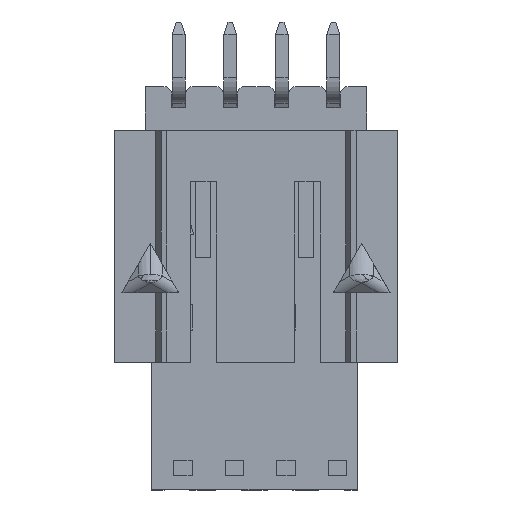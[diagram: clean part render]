
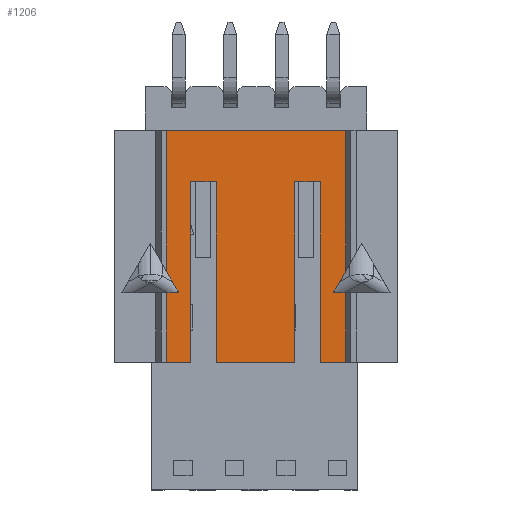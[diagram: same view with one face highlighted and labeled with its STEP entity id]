
A CAD part, top view. The second image highlights one B-rep face of the part: STEP entity #1206.
In plain terms, the highlighted face is planar.
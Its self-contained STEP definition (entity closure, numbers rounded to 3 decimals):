
#45 = DIRECTION ( 'NONE',  ( 0., 0., 1. ) ) ;
#56 = CARTESIAN_POINT ( 'NONE',  ( 4.42, -2.54, 5.715 ) ) ;
#141 = EDGE_CURVE ( 'NONE', #255, #3063, #9772, .T. ) ;
#197 = VECTOR ( 'NONE', #11533, 1000. ) ;
#215 = DIRECTION ( 'NONE',  ( 0.5, 0., 0.866 ) ) ;
#230 = CARTESIAN_POINT ( 'NONE',  ( -1.905, -2.54, 5.715 ) ) ;
#248 = CARTESIAN_POINT ( 'NONE',  ( -4.42, -2.54, 5.715 ) ) ;
#255 = VERTEX_POINT ( 'NONE', #13129 ) ;
#257 = ORIENTED_EDGE ( 'NONE', *, *, #4023, .T. ) ;
#293 = CARTESIAN_POINT ( 'NONE',  ( -6.35, -2.54, 5.715 ) ) ;
#460 = VECTOR ( 'NONE', #45, 1000. ) ;
#556 = VECTOR ( 'NONE', #5734, 1000. ) ;
#615 = LINE ( 'NONE', #3657, #13288 ) ;
#654 = CARTESIAN_POINT ( 'NONE',  ( -3.81, -2.54, 2.28 ) ) ;
#754 = LINE ( 'NONE', #6299, #15459 ) ;
#774 = CARTESIAN_POINT ( 'NONE',  ( -6.35, -2.54, -3.175 ) ) ;
#803 = VERTEX_POINT ( 'NONE', #12420 ) ;
#804 = DIRECTION ( 'NONE',  ( -1., 0., 0. ) ) ;
#809 = ORIENTED_EDGE ( 'NONE', *, *, #4775, .T. ) ;
#1002 = ORIENTED_EDGE ( 'NONE', *, *, #16113, .T. ) ;
#1059 = DIRECTION ( 'NONE',  ( -1., 0., 0. ) ) ;
#1126 = CARTESIAN_POINT ( 'NONE',  ( -1.905, -2.54, -3.175 ) ) ;
#1206 = ADVANCED_FACE ( 'NONE', ( #1610 ), #10584, .T. ) ;
#1347 = ORIENTED_EDGE ( 'NONE', *, *, #141, .T. ) ;
#1571 = CARTESIAN_POINT ( 'NONE',  ( 4.42, -2.54, 5.715 ) ) ;
#1581 = LINE ( 'NONE', #1757, #4867 ) ;
#1610 = FACE_OUTER_BOUND ( 'NONE', #11893, .T. ) ;
#1703 = CARTESIAN_POINT ( 'NONE',  ( 1.956, -2.54, 5.715 ) ) ;
#1757 = CARTESIAN_POINT ( 'NONE',  ( -6.35, -2.54, 5.715 ) ) ;
#2303 = VERTEX_POINT ( 'NONE', #3867 ) ;
#2318 = CARTESIAN_POINT ( 'NONE',  ( 4.42, -2.54, -5.715 ) ) ;
#2580 = CARTESIAN_POINT ( 'NONE',  ( -3.175, -2.54, -3.175 ) ) ;
#2640 = CARTESIAN_POINT ( 'NONE',  ( -6.35, -2.54, 5.715 ) ) ;
#2672 = VECTOR ( 'NONE', #3328, 1000. ) ;
#2797 = VECTOR ( 'NONE', #804, 1000. ) ;
#2815 = VECTOR ( 'NONE', #3064, 1000. ) ;
#2842 = CARTESIAN_POINT ( 'NONE',  ( -4.42, -2.54, -5.715 ) ) ;
#2894 = VECTOR ( 'NONE', #4658, 1000. ) ;
#2936 = ORIENTED_EDGE ( 'NONE', *, *, #10577, .T. ) ;
#3063 = VERTEX_POINT ( 'NONE', #2842 ) ;
#3064 = DIRECTION ( 'NONE',  ( 0., 0., 1. ) ) ;
#3086 = VERTEX_POINT ( 'NONE', #10898 ) ;
#3225 = ORIENTED_EDGE ( 'NONE', *, *, #14716, .T. ) ;
#3259 = LINE ( 'NONE', #5413, #6355 ) ;
#3308 = LINE ( 'NONE', #15323, #2672 ) ;
#3324 = CARTESIAN_POINT ( 'NONE',  ( -4.42, -2.54, 5.715 ) ) ;
#3328 = DIRECTION ( 'NONE',  ( -1., 0., 0. ) ) ;
#3460 = VERTEX_POINT ( 'NONE', #4256 ) ;
#3542 = VERTEX_POINT ( 'NONE', #56 ) ;
#3585 = CARTESIAN_POINT ( 'NONE',  ( 6.604, -2.54, 2.28 ) ) ;
#3657 = CARTESIAN_POINT ( 'NONE',  ( -6.35, -2.54, -3.175 ) ) ;
#3686 = ORIENTED_EDGE ( 'NONE', *, *, #8459, .T. ) ;
#3867 = CARTESIAN_POINT ( 'NONE',  ( 3.226, -2.54, 5.715 ) ) ;
#3930 = VECTOR ( 'NONE', #11482, 1000. ) ;
#4023 = EDGE_CURVE ( 'NONE', #9393, #6156, #615, .T. ) ;
#4256 = CARTESIAN_POINT ( 'NONE',  ( -4.42, -2.54, 5.715 ) ) ;
#4277 = CARTESIAN_POINT ( 'NONE',  ( 3.226, -2.54, -3.175 ) ) ;
#4400 = VECTOR ( 'NONE', #12061, 1000. ) ;
#4476 = EDGE_CURVE ( 'NONE', #803, #13781, #16342, .T. ) ;
#4658 = DIRECTION ( 'NONE',  ( 0., 0., -1. ) ) ;
#4775 = EDGE_CURVE ( 'NONE', #7588, #13781, #8684, .T. ) ;
#4867 = VECTOR ( 'NONE', #5681, 1000. ) ;
#4920 = CARTESIAN_POINT ( 'NONE',  ( -3.175, -2.54, 5.715 ) ) ;
#4990 = LINE ( 'NONE', #5316, #460 ) ;
#5156 = CARTESIAN_POINT ( 'NONE',  ( -1.905, -2.54, 5.715 ) ) ;
#5316 = CARTESIAN_POINT ( 'NONE',  ( 1.956, -2.54, 5.715 ) ) ;
#5413 = CARTESIAN_POINT ( 'NONE',  ( -3.175, -2.54, 5.715 ) ) ;
#5681 = DIRECTION ( 'NONE',  ( -1., 0., 0. ) ) ;
#5734 = DIRECTION ( 'NONE',  ( -1., 0., 0. ) ) ;
#6156 = VERTEX_POINT ( 'NONE', #2580 ) ;
#6299 = CARTESIAN_POINT ( 'NONE',  ( 3.226, -2.54, 5.715 ) ) ;
#6355 = VECTOR ( 'NONE', #14935, 1000. ) ;
#6568 = EDGE_CURVE ( 'NONE', #13613, #3460, #16502, .T. ) ;
#6605 = EDGE_CURVE ( 'NONE', #3086, #3542, #8452, .T. ) ;
#6655 = VECTOR ( 'NONE', #7279, 1000. ) ;
#6852 = EDGE_CURVE ( 'NONE', #7588, #3063, #7593, .T. ) ;
#7279 = DIRECTION ( 'NONE',  ( -1., 0., 0. ) ) ;
#7477 = LINE ( 'NONE', #16808, #3930 ) ;
#7577 = VECTOR ( 'NONE', #9472, 1000. ) ;
#7580 = ORIENTED_EDGE ( 'NONE', *, *, #13457, .T. ) ;
#7588 = VERTEX_POINT ( 'NONE', #2318 ) ;
#7593 = LINE ( 'NONE', #15500, #2797 ) ;
#7839 = VECTOR ( 'NONE', #16031, 1000. ) ;
#8213 = CARTESIAN_POINT ( 'NONE',  ( -5.207, -2.54, -0.14 ) ) ;
#8239 = CARTESIAN_POINT ( 'NONE',  ( 4.42, -2.54, 5.715 ) ) ;
#8452 = LINE ( 'NONE', #8239, #2815 ) ;
#8459 = EDGE_CURVE ( 'NONE', #13950, #12612, #11203, .T. ) ;
#8684 = LINE ( 'NONE', #1571, #7839 ) ;
#9310 = ORIENTED_EDGE ( 'NONE', *, *, #9807, .F. ) ;
#9393 = VERTEX_POINT ( 'NONE', #1126 ) ;
#9472 = DIRECTION ( 'NONE',  ( 0., 0., -1. ) ) ;
#9772 = LINE ( 'NONE', #3324, #2894 ) ;
#9786 = DIRECTION ( 'NONE',  ( 0., 0., -1. ) ) ;
#9807 = EDGE_CURVE ( 'NONE', #3086, #803, #15022, .T. ) ;
#10211 = LINE ( 'NONE', #248, #4400 ) ;
#10273 = ORIENTED_EDGE ( 'NONE', *, *, #10759, .F. ) ;
#10537 = CARTESIAN_POINT ( 'NONE',  ( 4.42, -2.54, 1.224 ) ) ;
#10577 = EDGE_CURVE ( 'NONE', #12612, #13455, #4990, .T. ) ;
#10584 = PLANE ( 'NONE',  #16549 ) ;
#10649 = VERTEX_POINT ( 'NONE', #230 ) ;
#10666 = ORIENTED_EDGE ( 'NONE', *, *, #16681, .T. ) ;
#10759 = EDGE_CURVE ( 'NONE', #16276, #16666, #7477, .T. ) ;
#10898 = CARTESIAN_POINT ( 'NONE',  ( 4.42, -2.54, 2.28 ) ) ;
#11015 = ORIENTED_EDGE ( 'NONE', *, *, #6852, .F. ) ;
#11203 = LINE ( 'NONE', #774, #6655 ) ;
#11482 = DIRECTION ( 'NONE',  ( -1., 0., 0. ) ) ;
#11486 = VECTOR ( 'NONE', #1059, 1000. ) ;
#11504 = LINE ( 'NONE', #5156, #7577 ) ;
#11533 = DIRECTION ( 'NONE',  ( 0.5, 0., -0.866 ) ) ;
#11657 = DIRECTION ( 'NONE',  ( -1., 0., 0. ) ) ;
#11765 = CARTESIAN_POINT ( 'NONE',  ( -4.42, -2.54, 2.28 ) ) ;
#11893 = EDGE_LOOP ( 'NONE', ( #809, #16905, #9310, #14679, #16057, #17081, #3686, #2936, #3225, #10666, #257, #1002, #15162, #7580, #10273, #15436, #1347, #11015 ) ) ;
#11980 = DIRECTION ( 'NONE',  ( 0., -1., 0. ) ) ;
#12061 = DIRECTION ( 'NONE',  ( 0., 0., -1. ) ) ;
#12420 = CARTESIAN_POINT ( 'NONE',  ( 3.81, -2.54, 2.28 ) ) ;
#12612 = VERTEX_POINT ( 'NONE', #15782 ) ;
#12724 = EDGE_CURVE ( 'NONE', #255, #16276, #13179, .T. ) ;
#12753 = VECTOR ( 'NONE', #215, 1000. ) ;
#12998 = DIRECTION ( 'NONE',  ( 0., 0., -1. ) ) ;
#13129 = CARTESIAN_POINT ( 'NONE',  ( -4.42, -2.54, 1.224 ) ) ;
#13179 = LINE ( 'NONE', #8213, #12753 ) ;
#13288 = VECTOR ( 'NONE', #11657, 1000. ) ;
#13455 = VERTEX_POINT ( 'NONE', #1703 ) ;
#13457 = EDGE_CURVE ( 'NONE', #3460, #16666, #10211, .T. ) ;
#13613 = VERTEX_POINT ( 'NONE', #4920 ) ;
#13781 = VERTEX_POINT ( 'NONE', #10537 ) ;
#13950 = VERTEX_POINT ( 'NONE', #4277 ) ;
#14679 = ORIENTED_EDGE ( 'NONE', *, *, #6605, .T. ) ;
#14716 = EDGE_CURVE ( 'NONE', #13455, #10649, #3308, .T. ) ;
#14935 = DIRECTION ( 'NONE',  ( 0., 0., 1. ) ) ;
#15022 = LINE ( 'NONE', #3585, #11486 ) ;
#15162 = ORIENTED_EDGE ( 'NONE', *, *, #6568, .T. ) ;
#15323 = CARTESIAN_POINT ( 'NONE',  ( -6.35, -2.54, 5.715 ) ) ;
#15436 = ORIENTED_EDGE ( 'NONE', *, *, #12724, .F. ) ;
#15459 = VECTOR ( 'NONE', #12998, 1000. ) ;
#15500 = CARTESIAN_POINT ( 'NONE',  ( -6.35, -2.54, -5.715 ) ) ;
#15782 = CARTESIAN_POINT ( 'NONE',  ( 1.956, -2.54, -3.175 ) ) ;
#16031 = DIRECTION ( 'NONE',  ( 0., 0., 1. ) ) ;
#16057 = ORIENTED_EDGE ( 'NONE', *, *, #16900, .T. ) ;
#16113 = EDGE_CURVE ( 'NONE', #6156, #13613, #3259, .T. ) ;
#16276 = VERTEX_POINT ( 'NONE', #654 ) ;
#16342 = LINE ( 'NONE', #16910, #197 ) ;
#16502 = LINE ( 'NONE', #293, #556 ) ;
#16549 = AXIS2_PLACEMENT_3D ( 'NONE', #2640, #11980, #9786 ) ;
#16571 = EDGE_CURVE ( 'NONE', #2303, #13950, #754, .T. ) ;
#16666 = VERTEX_POINT ( 'NONE', #11765 ) ;
#16681 = EDGE_CURVE ( 'NONE', #10649, #9393, #11504, .T. ) ;
#16808 = CARTESIAN_POINT ( 'NONE',  ( -3.81, -2.54, 2.28 ) ) ;
#16900 = EDGE_CURVE ( 'NONE', #3542, #2303, #1581, .T. ) ;
#16905 = ORIENTED_EDGE ( 'NONE', *, *, #4476, .F. ) ;
#16910 = CARTESIAN_POINT ( 'NONE',  ( 3.81, -2.54, 2.28 ) ) ;
#17081 = ORIENTED_EDGE ( 'NONE', *, *, #16571, .T. ) ;
